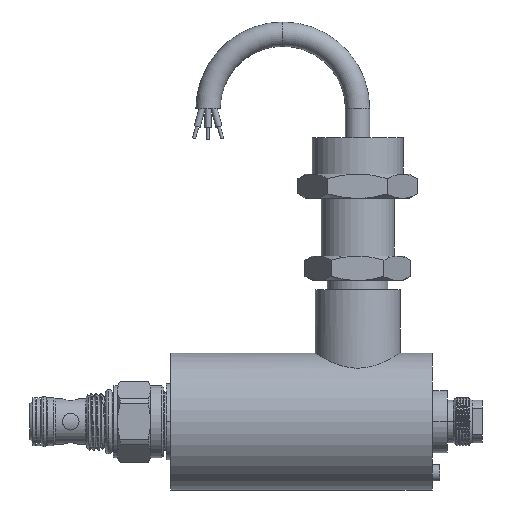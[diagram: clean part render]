
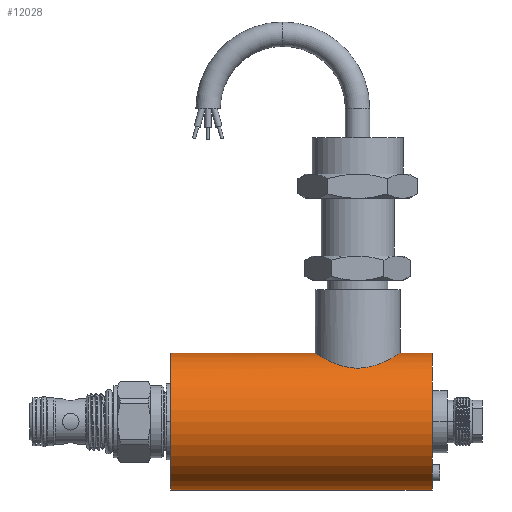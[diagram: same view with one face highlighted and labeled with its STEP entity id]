
A CAD part, front view. The second image highlights one B-rep face of the part: STEP entity #12028.
In plain terms, the highlighted cylindrical face has radius 22.5 mm (diameter 45 mm), a partial arc.
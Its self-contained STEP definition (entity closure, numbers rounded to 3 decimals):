
#96 = CARTESIAN_POINT ( 'NONE',  ( 65.161, -7.487, 21.222 ) ) ;
#178 = DIRECTION ( 'NONE',  ( 0., 0., 1. ) ) ;
#223 = DIRECTION ( 'NONE',  ( 1., 0., 0. ) ) ;
#331 = CARTESIAN_POINT ( 'NONE',  ( 101.5, 0., 0. ) ) ;
#697 = EDGE_CURVE ( 'NONE', #2379, #6376, #3580, .T. ) ;
#926 = CARTESIAN_POINT ( 'NONE',  ( 69.557, -11.866, 19.119 ) ) ;
#1061 = CIRCLE ( 'NONE', #6694, 22.5 ) ;
#1148 = CARTESIAN_POINT ( 'NONE',  ( 15.5, 0., 0. ) ) ;
#1183 = CARTESIAN_POINT ( 'NONE',  ( 63.476, -3.739, 22.206 ) ) ;
#1334 = DIRECTION ( 'NONE',  ( 0., 0., 1. ) ) ;
#1504 = EDGE_CURVE ( 'NONE', #12829, #6376, #12883, .T. ) ;
#1880 = CARTESIAN_POINT ( 'NONE',  ( 77.476, -14., 17.614 ) ) ;
#1951 = CARTESIAN_POINT ( 'NONE',  ( 68.816, -11.367, 19.419 ) ) ;
#1995 = EDGE_CURVE ( 'NONE', #7306, #6261, #12245, .T. ) ;
#2114 = CARTESIAN_POINT ( 'NONE',  ( 101.5, 0., 22.5 ) ) ;
#2168 = CARTESIAN_POINT ( 'NONE',  ( 63.024, -0.952, 22.485 ) ) ;
#2211 = CARTESIAN_POINT ( 'NONE',  ( 66.485, -9.286, 20.506 ) ) ;
#2379 = VERTEX_POINT ( 'NONE', #11153 ) ;
#2618 = VECTOR ( 'NONE', #9241, 1000. ) ;
#2707 = ORIENTED_EDGE ( 'NONE', *, *, #3944, .F. ) ;
#2883 = CARTESIAN_POINT ( 'NONE',  ( 73.288, -13.532, 17.978 ) ) ;
#2894 = ORIENTED_EDGE ( 'NONE', *, *, #697, .T. ) ;
#2923 = CARTESIAN_POINT ( 'NONE',  ( 82.026, -13.075, 18.313 ) ) ;
#3005 = CARTESIAN_POINT ( 'NONE',  ( 90.625, -3.254, 22.268 ) ) ;
#3096 = CARTESIAN_POINT ( 'NONE',  ( 64.487, -6.295, 21.606 ) ) ;
#3300 = VECTOR ( 'NONE', #10572, 1000. ) ;
#3580 = LINE ( 'NONE', #10325, #2618 ) ;
#3734 = ORIENTED_EDGE ( 'NONE', *, *, #1995, .F. ) ;
#3871 = CARTESIAN_POINT ( 'NONE',  ( 83.293, -12.54, 18.687 ) ) ;
#3944 = EDGE_CURVE ( 'NONE', #2379, #7306, #1061, .T. ) ;
#4031 = CARTESIAN_POINT ( 'NONE',  ( 89.08, -7.091, 21.358 ) ) ;
#4168 = CARTESIAN_POINT ( 'NONE',  ( 64.287, -5.881, 21.722 ) ) ;
#4266 = CARTESIAN_POINT ( 'NONE',  ( 64.925, -7.1, 21.354 ) ) ;
#4657 = ORIENTED_EDGE ( 'NONE', *, *, #8866, .F. ) ;
#4887 = CARTESIAN_POINT ( 'NONE',  ( 80.268, -13.621, 17.909 ) ) ;
#4927 = CARTESIAN_POINT ( 'NONE',  ( 69.94, -12.098, 18.972 ) ) ;
#4966 = EDGE_CURVE ( 'NONE', #9857, #6261, #6471, .T. ) ;
#4968 = CARTESIAN_POINT ( 'NONE',  ( 88.842, -7.482, 21.223 ) ) ;
#5053 = CARTESIAN_POINT ( 'NONE',  ( 88.083, -8.602, 20.806 ) ) ;
#5066 = DIRECTION ( 'NONE',  ( -1., 0., 0. ) ) ;
#5421 = CARTESIAN_POINT ( 'NONE',  ( 15.5, 0., 22.5 ) ) ;
#5558 = CARTESIAN_POINT ( 'NONE',  ( 15.5, 0., 22.5 ) ) ;
#5891 = CARTESIAN_POINT ( 'NONE',  ( 78.892, -13.88, 17.709 ) ) ;
#5977 = CARTESIAN_POINT ( 'NONE',  ( 86.231, -10.535, 19.884 ) ) ;
#6012 = CARTESIAN_POINT ( 'NONE',  ( 90.072, -5.033, 21.934 ) ) ;
#6139 = CARTESIAN_POINT ( 'NONE',  ( 67.768, -10.534, 19.884 ) ) ;
#6180 = CARTESIAN_POINT ( 'NONE',  ( 63., 0., 22.5 ) ) ;
#6229 = CARTESIAN_POINT ( 'NONE',  ( 15.5, 0., 0. ) ) ;
#6261 = VERTEX_POINT ( 'NONE', #10463 ) ;
#6376 = VERTEX_POINT ( 'NONE', #9813 ) ;
#6471 = B_SPLINE_CURVE_WITH_KNOTS ( 'NONE', 3,
 ( #9067, #11070, #10996, #3005, #12981, #9898, #6012, #13068, #10056, #4031, #4968, #5053, #12089, #6878, #5977, #8995, #7893, #11918, #3871, #2923, #10912, #7005, #4887, #9033, #5891, #12942, #1880, #6967, #12004, #8951, #13022, #2883, #9938, #8016, #10952, #4927, #926, #1951, #9238, #6139, #10278, #2211, #10229, #96, #4266, #3096, #4168, #8188, #1183, #7173, #10098, #2168, #11240, #6180 ),
 .UNSPECIFIED., .F., .F.,
 ( 4, 2, 2, 2, 2, 2, 2, 2, 2, 2, 2, 2, 2, 2, 2, 2, 2, 2, 2, 2, 2, 2, 2, 2, 2, 2, 4 ),
 ( 0.045, 0.048, 0.049, 0.051, 0.052, 0.053, 0.056, 0.058, 0.059, 0.062, 0.063, 0.065, 0.066, 0.067, 0.069, 0.07, 0.073, 0.075, 0.076, 0.077, 0.079, 0.082, 0.083, 0.084, 0.087, 0.089, 0.09 ),
 .UNSPECIFIED. ) ;
#6694 = AXIS2_PLACEMENT_3D ( 'NONE', #1148, #5066, #11171 ) ;
#6878 = CARTESIAN_POINT ( 'NONE',  ( 86.564, -10.233, 20.041 ) ) ;
#6967 = CARTESIAN_POINT ( 'NONE',  ( 76.537, -14., 17.614 ) ) ;
#7005 = CARTESIAN_POINT ( 'NONE',  ( 80.715, -13.506, 17.996 ) ) ;
#7173 = CARTESIAN_POINT ( 'NONE',  ( 63.194, -2.367, 22.38 ) ) ;
#7306 = VERTEX_POINT ( 'NONE', #5421 ) ;
#7422 = DIRECTION ( 'NONE',  ( 1., 0., 0. ) ) ;
#7893 = CARTESIAN_POINT ( 'NONE',  ( 85.185, -11.367, 19.42 ) ) ;
#8016 = CARTESIAN_POINT ( 'NONE',  ( 71.147, -12.726, 18.556 ) ) ;
#8132 = ORIENTED_EDGE ( 'NONE', *, *, #4966, .T. ) ;
#8188 = CARTESIAN_POINT ( 'NONE',  ( 63.751, -4.617, 22.038 ) ) ;
#8866 = EDGE_CURVE ( 'NONE', #9857, #12829, #9318, .T. ) ;
#8951 = CARTESIAN_POINT ( 'NONE',  ( 75.136, -13.883, 17.706 ) ) ;
#8995 = CARTESIAN_POINT ( 'NONE',  ( 85.541, -11.101, 19.573 ) ) ;
#9033 = CARTESIAN_POINT ( 'NONE',  ( 79.357, -13.808, 17.765 ) ) ;
#9067 = CARTESIAN_POINT ( 'NONE',  ( 91., 0., 22.5 ) ) ;
#9102 = AXIS2_PLACEMENT_3D ( 'NONE', #6229, #223, #178 ) ;
#9238 = CARTESIAN_POINT ( 'NONE',  ( 68.458, -11.101, 19.573 ) ) ;
#9241 = DIRECTION ( 'NONE',  ( 1., 0., 0. ) ) ;
#9272 = FACE_OUTER_BOUND ( 'NONE', #9356, .T. ) ;
#9318 = LINE ( 'NONE', #5558, #3300 ) ;
#9356 = EDGE_LOOP ( 'NONE', ( #2707, #2894, #11307, #4657, #8132, #3734 ) ) ;
#9582 = VECTOR ( 'NONE', #12323, 1000. ) ;
#9813 = CARTESIAN_POINT ( 'NONE',  ( 101.5, 0., -22.5 ) ) ;
#9857 = VERTEX_POINT ( 'NONE', #10509 ) ;
#9898 = CARTESIAN_POINT ( 'NONE',  ( 90.231, -4.6, 22.029 ) ) ;
#9938 = CARTESIAN_POINT ( 'NONE',  ( 72.41, -13.258, 18.184 ) ) ;
#10019 = AXIS2_PLACEMENT_3D ( 'NONE', #331, #7422, #1334 ) ;
#10056 = CARTESIAN_POINT ( 'NONE',  ( 89.516, -6.289, 21.607 ) ) ;
#10098 = CARTESIAN_POINT ( 'NONE',  ( 63.121, -1.898, 22.425 ) ) ;
#10229 = CARTESIAN_POINT ( 'NONE',  ( 65.918, -8.602, 20.806 ) ) ;
#10278 = CARTESIAN_POINT ( 'NONE',  ( 67.434, -10.232, 20.042 ) ) ;
#10325 = CARTESIAN_POINT ( 'NONE',  ( 15.5, 0., -22.5 ) ) ;
#10354 = CYLINDRICAL_SURFACE ( 'NONE', #9102, 22.5 ) ;
#10463 = CARTESIAN_POINT ( 'NONE',  ( 63., 0., 22.5 ) ) ;
#10509 = CARTESIAN_POINT ( 'NONE',  ( 91., 0., 22.5 ) ) ;
#10572 = DIRECTION ( 'NONE',  ( 1., 0., 0. ) ) ;
#10912 = CARTESIAN_POINT ( 'NONE',  ( 81.593, -13.233, 18.198 ) ) ;
#10952 = CARTESIAN_POINT ( 'NONE',  ( 70.734, -12.528, 18.691 ) ) ;
#10996 = CARTESIAN_POINT ( 'NONE',  ( 90.905, -1.876, 22.441 ) ) ;
#11070 = CARTESIAN_POINT ( 'NONE',  ( 91., -0.944, 22.5 ) ) ;
#11153 = CARTESIAN_POINT ( 'NONE',  ( 15.5, 0., -22.5 ) ) ;
#11171 = DIRECTION ( 'NONE',  ( 0., 0., -1. ) ) ;
#11240 = CARTESIAN_POINT ( 'NONE',  ( 63., -0.475, 22.5 ) ) ;
#11307 = ORIENTED_EDGE ( 'NONE', *, *, #1504, .F. ) ;
#11346 = CARTESIAN_POINT ( 'NONE',  ( 15.5, 0., 22.5 ) ) ;
#11918 = CARTESIAN_POINT ( 'NONE',  ( 84.079, -12.111, 18.971 ) ) ;
#12004 = CARTESIAN_POINT ( 'NONE',  ( 76.069, -13.977, 17.632 ) ) ;
#12028 = ADVANCED_FACE ( 'NONE', ( #9272 ), #10354, .T. ) ;
#12089 = CARTESIAN_POINT ( 'NONE',  ( 87.514, -9.288, 20.506 ) ) ;
#12245 = LINE ( 'NONE', #11346, #9582 ) ;
#12323 = DIRECTION ( 'NONE',  ( 1., 0., 0. ) ) ;
#12829 = VERTEX_POINT ( 'NONE', #2114 ) ;
#12883 = CIRCLE ( 'NONE', #10019, 22.5 ) ;
#12942 = CARTESIAN_POINT ( 'NONE',  ( 77.947, -13.976, 17.633 ) ) ;
#12981 = CARTESIAN_POINT ( 'NONE',  ( 90.507, -3.712, 22.196 ) ) ;
#13022 = CARTESIAN_POINT ( 'NONE',  ( 74.669, -13.813, 17.762 ) ) ;
#13068 = CARTESIAN_POINT ( 'NONE',  ( 89.715, -5.877, 21.723 ) ) ;
